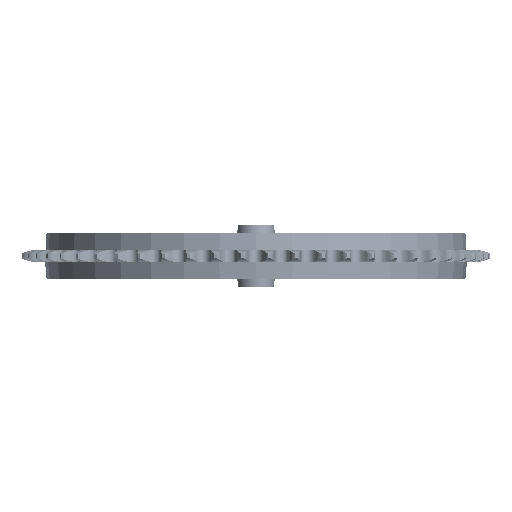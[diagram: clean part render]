
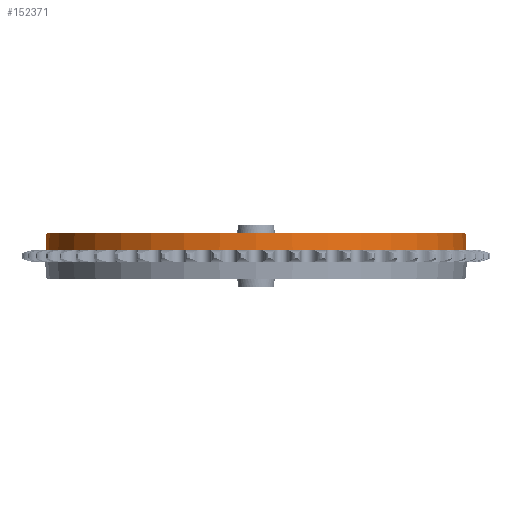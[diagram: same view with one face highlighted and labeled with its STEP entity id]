
A CAD part, front view. The second image highlights one B-rep face of the part: STEP entity #152371.
In plain terms, the highlighted conical face has half-angle 3 degrees and reference radius 50.715 mm.
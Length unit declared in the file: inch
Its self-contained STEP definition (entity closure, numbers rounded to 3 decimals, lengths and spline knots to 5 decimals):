
#40983 = ORIENTED_EDGE ( 'NONE', *, *, #49174, .T. ) ;
#42105 = CONICAL_SURFACE ( 'NONE', #305627, 1.99666, 0.052 ) ;
#44966 = CARTESIAN_POINT ( 'NONE',  ( 0., 0., 0.05492 ) ) ;
#49174 = EDGE_CURVE ( 'NONE', #224887, #265861, #140324, .T. ) ;
#53639 = CARTESIAN_POINT ( 'NONE',  ( 0., 0., 0.21654 ) ) ;
#54536 = CIRCLE ( 'NONE', #178293, 1.98819 ) ;
#61369 = CARTESIAN_POINT ( 'NONE',  ( 1.99666, 0., 0.05492 ) ) ;
#62494 = CIRCLE ( 'NONE', #287215, 1.99666 ) ;
#67712 = VECTOR ( 'NONE', #206380, 39.37008 ) ;
#92906 = DIRECTION ( 'NONE',  ( -1., 0., 0. ) ) ;
#105914 = CARTESIAN_POINT ( 'NONE',  ( -1.99666, 0., 0.05492 ) ) ;
#109872 = CARTESIAN_POINT ( 'NONE',  ( -1.99666, 0., 0.05492 ) ) ;
#110951 = VERTEX_POINT ( 'NONE', #213639 ) ;
#119020 = VERTEX_POINT ( 'NONE', #293110 ) ;
#121239 = LINE ( 'NONE', #61369, #67712 ) ;
#126151 = CARTESIAN_POINT ( 'NONE',  ( 0., 0., 0.05492 ) ) ;
#140324 = LINE ( 'NONE', #109872, #250971 ) ;
#146162 = DIRECTION ( 'NONE',  ( 0., 0., 1. ) ) ;
#146711 = EDGE_CURVE ( 'NONE', #224887, #119020, #54536, .T. ) ;
#152371 = ADVANCED_FACE ( 'NONE', ( #202321 ), #42105, .T. ) ;
#154329 = EDGE_LOOP ( 'NONE', ( #309796, #299400, #40983, #168374 ) ) ;
#168374 = ORIENTED_EDGE ( 'NONE', *, *, #229589, .T. ) ;
#175151 = DIRECTION ( 'NONE',  ( -1., 0., 0. ) ) ;
#177256 = DIRECTION ( 'NONE',  ( 0., 0., 1. ) ) ;
#178293 = AXIS2_PLACEMENT_3D ( 'NONE', #53639, #177256, #175151 ) ;
#199588 = EDGE_CURVE ( 'NONE', #119020, #110951, #121239, .T. ) ;
#202321 = FACE_OUTER_BOUND ( 'NONE', #154329, .T. ) ;
#205830 = DIRECTION ( 'NONE',  ( -0.052, 0., -0.999 ) ) ;
#206380 = DIRECTION ( 'NONE',  ( 0.052, 0., -0.999 ) ) ;
#213639 = CARTESIAN_POINT ( 'NONE',  ( 1.99666, 0., 0.05492 ) ) ;
#224887 = VERTEX_POINT ( 'NONE', #313327 ) ;
#229589 = EDGE_CURVE ( 'NONE', #265861, #110951, #62494, .T. ) ;
#250971 = VECTOR ( 'NONE', #205830, 39.37008 ) ;
#265861 = VERTEX_POINT ( 'NONE', #105914 ) ;
#276330 = DIRECTION ( 'NONE',  ( 0., 0., -1. ) ) ;
#287215 = AXIS2_PLACEMENT_3D ( 'NONE', #44966, #146162, #92906 ) ;
#293110 = CARTESIAN_POINT ( 'NONE',  ( 1.98819, 0., 0.21654 ) ) ;
#299400 = ORIENTED_EDGE ( 'NONE', *, *, #146711, .F. ) ;
#300814 = DIRECTION ( 'NONE',  ( -1., 0., 0. ) ) ;
#305627 = AXIS2_PLACEMENT_3D ( 'NONE', #126151, #276330, #300814 ) ;
#309796 = ORIENTED_EDGE ( 'NONE', *, *, #199588, .F. ) ;
#313327 = CARTESIAN_POINT ( 'NONE',  ( -1.98819, 0., 0.21654 ) ) ;
